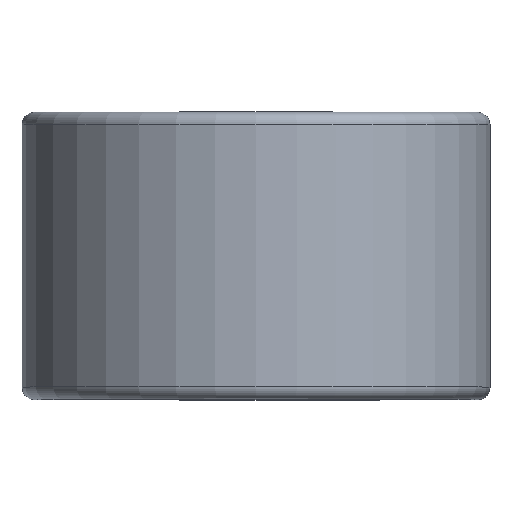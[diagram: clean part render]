
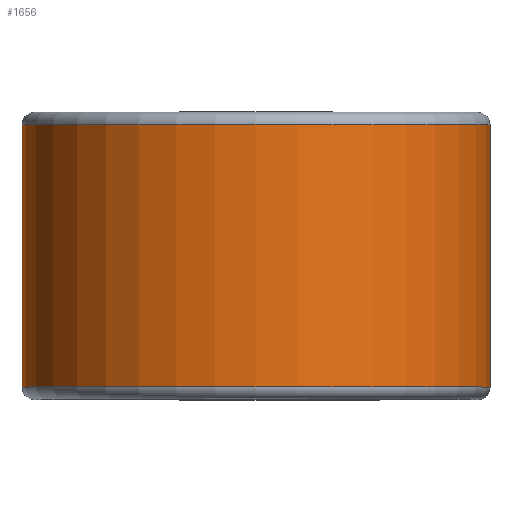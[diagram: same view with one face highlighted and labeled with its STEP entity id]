
A CAD part, top view. The second image highlights one B-rep face of the part: STEP entity #1656.
In plain terms, the highlighted cylindrical face has radius 14.224 mm (diameter 28.448 mm), a partial arc.
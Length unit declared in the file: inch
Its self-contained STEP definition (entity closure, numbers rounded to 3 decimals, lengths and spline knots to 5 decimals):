
#50 = DIRECTION ( 'NONE',  ( 0., -1., 0. ) ) ;
#102 = EDGE_CURVE ( 'NONE', #727, #2218, #873, .T. ) ;
#234 = CARTESIAN_POINT ( 'NONE',  ( 0., 0.3125, 0. ) ) ;
#240 = DIRECTION ( 'NONE',  ( 0., 0., -1. ) ) ;
#260 = DIRECTION ( 'NONE',  ( 0., 1., 0. ) ) ;
#286 = CYLINDRICAL_SURFACE ( 'NONE', #2120, 0.56 ) ;
#318 = DIRECTION ( 'NONE',  ( 0., 0., -1. ) ) ;
#361 = DIRECTION ( 'NONE',  ( 0., -1., 0. ) ) ;
#416 = EDGE_CURVE ( 'NONE', #885, #1643, #1205, .T. ) ;
#485 = ORIENTED_EDGE ( 'NONE', *, *, #102, .F. ) ;
#550 = CARTESIAN_POINT ( 'NONE',  ( 0.56, 0.31375, 0. ) ) ;
#560 = DIRECTION ( 'NONE',  ( 0., 1., 0. ) ) ;
#644 = CARTESIAN_POINT ( 'NONE',  ( 0.56, -0.31375, 0. ) ) ;
#683 = AXIS2_PLACEMENT_3D ( 'NONE', #1246, #1073, #318 ) ;
#727 = VERTEX_POINT ( 'NONE', #644 ) ;
#873 = CIRCLE ( 'NONE', #683, 0.56 ) ;
#885 = VERTEX_POINT ( 'NONE', #550 ) ;
#1028 = EDGE_CURVE ( 'NONE', #2218, #1643, #1877, .T. ) ;
#1073 = DIRECTION ( 'NONE',  ( 0., -1., 0. ) ) ;
#1088 = AXIS2_PLACEMENT_3D ( 'NONE', #1461, #361, #1638 ) ;
#1205 = CIRCLE ( 'NONE', #1088, 0.56 ) ;
#1246 = CARTESIAN_POINT ( 'NONE',  ( 0., -0.31375, 0. ) ) ;
#1314 = CARTESIAN_POINT ( 'NONE',  ( 0., 0.31375, -0.56 ) ) ;
#1354 = CARTESIAN_POINT ( 'NONE',  ( 0., 0.31375, -0.56 ) ) ;
#1461 = CARTESIAN_POINT ( 'NONE',  ( 0., 0.31375, 0. ) ) ;
#1472 = ORIENTED_EDGE ( 'NONE', *, *, #1028, .F. ) ;
#1597 = FACE_OUTER_BOUND ( 'NONE', #1961, .T. ) ;
#1638 = DIRECTION ( 'NONE',  ( 0., 0., -1. ) ) ;
#1643 = VERTEX_POINT ( 'NONE', #1314 ) ;
#1648 = CARTESIAN_POINT ( 'NONE',  ( 0.56, 0.31375, 0. ) ) ;
#1656 = ADVANCED_FACE ( 'NONE', ( #1597 ), #286, .T. ) ;
#1813 = VECTOR ( 'NONE', #260, 39.37008 ) ;
#1877 = LINE ( 'NONE', #1354, #1813 ) ;
#1903 = ORIENTED_EDGE ( 'NONE', *, *, #416, .T. ) ;
#1929 = EDGE_CURVE ( 'NONE', #727, #885, #2309, .T. ) ;
#1941 = ORIENTED_EDGE ( 'NONE', *, *, #1929, .T. ) ;
#1961 = EDGE_LOOP ( 'NONE', ( #1941, #1903, #1472, #485 ) ) ;
#2120 = AXIS2_PLACEMENT_3D ( 'NONE', #234, #50, #240 ) ;
#2199 = CARTESIAN_POINT ( 'NONE',  ( 0., -0.31375, -0.56 ) ) ;
#2218 = VERTEX_POINT ( 'NONE', #2199 ) ;
#2309 = LINE ( 'NONE', #1648, #2335 ) ;
#2335 = VECTOR ( 'NONE', #560, 39.37008 ) ;
